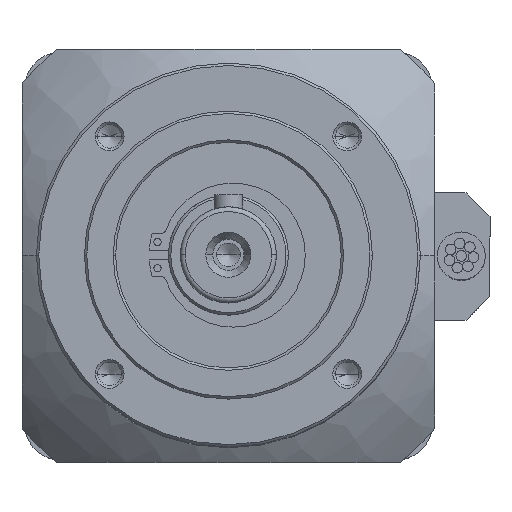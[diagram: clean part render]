
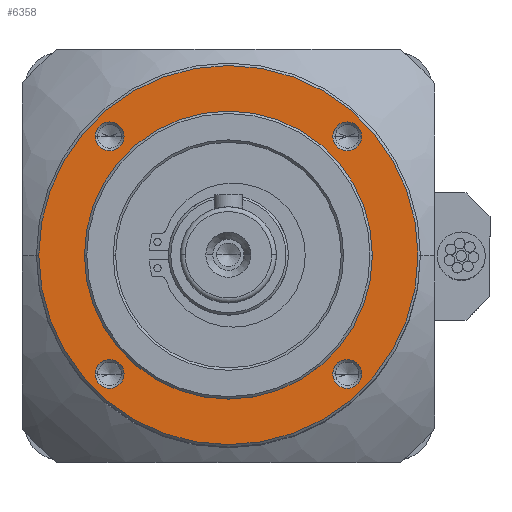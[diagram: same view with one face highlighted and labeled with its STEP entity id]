
A CAD part, top view. The second image highlights one B-rep face of the part: STEP entity #6358.
In plain terms, the highlighted planar face has unit normal (0, 0, 1).
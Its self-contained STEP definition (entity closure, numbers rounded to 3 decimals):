
#226 = FACE_BOUND ( 'NONE', #6152, .T. ) ;
#227 = FACE_BOUND ( 'NONE', #6162, .T. ) ;
#228 = FACE_BOUND ( 'NONE', #6143, .T. ) ;
#229 = FACE_BOUND ( 'NONE', #6144, .T. ) ;
#230 = FACE_BOUND ( 'NONE', #6151, .T. ) ;
#231 = FACE_OUTER_BOUND ( 'NONE', #6159, .T. ) ;
#483 = ORIENTED_EDGE ( 'NONE', *, *, #6404, .T. ) ;
#484 = ORIENTED_EDGE ( 'NONE', *, *, #6723, .T. ) ;
#485 = ORIENTED_EDGE ( 'NONE', *, *, #6408, .T. ) ;
#486 = ORIENTED_EDGE ( 'NONE', *, *, #6722, .T. ) ;
#487 = ORIENTED_EDGE ( 'NONE', *, *, #6412, .T. ) ;
#488 = ORIENTED_EDGE ( 'NONE', *, *, #6721, .T. ) ;
#489 = ORIENTED_EDGE ( 'NONE', *, *, #6416, .T. ) ;
#490 = ORIENTED_EDGE ( 'NONE', *, *, #6720, .T. ) ;
#491 = ORIENTED_EDGE ( 'NONE', *, *, #6420, .T. ) ;
#492 = ORIENTED_EDGE ( 'NONE', *, *, #6719, .T. ) ;
#493 = ORIENTED_EDGE ( 'NONE', *, *, #6396, .F. ) ;
#494 = ORIENTED_EDGE ( 'NONE', *, *, #4985, .F. ) ;
#663 = CARTESIAN_POINT ( 'NONE',  ( -39.5, 0., 188.5 ) ) ;
#670 = CARTESIAN_POINT ( 'NONE',  ( 39.5, 0., 188.5 ) ) ;
#1013 = AXIS2_PLACEMENT_3D ( 'NONE', #5590, #5591, #5592 ) ;
#1029 = AXIS2_PLACEMENT_3D ( 'NONE', #2071, #2072, #2073 ) ;
#1061 = CIRCLE ( 'NONE', #1077, 3. ) ;
#1064 = CIRCLE ( 'NONE', #1066, 39.5 ) ;
#1066 = AXIS2_PLACEMENT_3D ( 'NONE', #2031, #2032, #2033 ) ;
#1076 = CIRCLE ( 'NONE', #1083, 3. ) ;
#1077 = AXIS2_PLACEMENT_3D ( 'NONE', #2051, #2052, #2053 ) ;
#1082 = CIRCLE ( 'NONE', #1029, 3. ) ;
#1083 = AXIS2_PLACEMENT_3D ( 'NONE', #2061, #2062, #2063 ) ;
#1088 = CIRCLE ( 'NONE', #5275, 3. ) ;
#2031 = CARTESIAN_POINT ( 'NONE',  ( 0., 0., 188.5 ) ) ;
#2032 = DIRECTION ( 'NONE',  ( 0., 0., -1. ) ) ;
#2033 = DIRECTION ( 'NONE',  ( -1., 0., 0. ) ) ;
#2051 = CARTESIAN_POINT ( 'NONE',  ( 24.749, -24.749, 188.5 ) ) ;
#2052 = DIRECTION ( 'NONE',  ( 0., 0., -1. ) ) ;
#2053 = DIRECTION ( 'NONE',  ( 1., 0., 0. ) ) ;
#2061 = CARTESIAN_POINT ( 'NONE',  ( -24.749, -24.749, 188.5 ) ) ;
#2062 = DIRECTION ( 'NONE',  ( 0., 0., -1. ) ) ;
#2063 = DIRECTION ( 'NONE',  ( 1., 0., 0. ) ) ;
#2071 = CARTESIAN_POINT ( 'NONE',  ( -24.749, 24.749, 188.5 ) ) ;
#2072 = DIRECTION ( 'NONE',  ( 0., 0., -1. ) ) ;
#2073 = DIRECTION ( 'NONE',  ( 1., 0., 0. ) ) ;
#2081 = CARTESIAN_POINT ( 'NONE',  ( 24.749, 24.749, 188.5 ) ) ;
#2082 = DIRECTION ( 'NONE',  ( 0., 0., -1. ) ) ;
#2083 = DIRECTION ( 'NONE',  ( 1., 0., 0. ) ) ;
#2091 = CARTESIAN_POINT ( 'NONE',  ( 0., 0., 188.5 ) ) ;
#2092 = DIRECTION ( 'NONE',  ( 0., 0., -1. ) ) ;
#2093 = DIRECTION ( 'NONE',  ( -1., 0., 0. ) ) ;
#2810 = CARTESIAN_POINT ( 'NONE',  ( 0., 0., 188.5 ) ) ;
#2811 = DIRECTION ( 'NONE',  ( 0., 0., -1. ) ) ;
#2812 = DIRECTION ( 'NONE',  ( -1., 0., 0. ) ) ;
#2813 = CARTESIAN_POINT ( 'NONE',  ( 24.749, 24.749, 188.5 ) ) ;
#2814 = DIRECTION ( 'NONE',  ( 0., 0., -1. ) ) ;
#2815 = DIRECTION ( 'NONE',  ( 1., 0., 0. ) ) ;
#2816 = CARTESIAN_POINT ( 'NONE',  ( -24.749, 24.749, 188.5 ) ) ;
#2817 = DIRECTION ( 'NONE',  ( 0., 0., -1. ) ) ;
#2818 = DIRECTION ( 'NONE',  ( 1., 0., 0. ) ) ;
#2819 = CARTESIAN_POINT ( 'NONE',  ( -24.749, -24.749, 188.5 ) ) ;
#2820 = DIRECTION ( 'NONE',  ( 0., 0., -1. ) ) ;
#2821 = DIRECTION ( 'NONE',  ( 1., 0., 0. ) ) ;
#2822 = CARTESIAN_POINT ( 'NONE',  ( 24.749, -24.749, 188.5 ) ) ;
#2823 = DIRECTION ( 'NONE',  ( 0., 0., -1. ) ) ;
#2824 = DIRECTION ( 'NONE',  ( 1., 0., 0. ) ) ;
#3196 = CIRCLE ( 'NONE', #3203, 30. ) ;
#3198 = CIRCLE ( 'NONE', #3205, 3. ) ;
#3200 = CIRCLE ( 'NONE', #3206, 3. ) ;
#3202 = CIRCLE ( 'NONE', #3207, 3. ) ;
#3203 = AXIS2_PLACEMENT_3D ( 'NONE', #2810, #2811, #2812 ) ;
#3204 = CIRCLE ( 'NONE', #3208, 3. ) ;
#3205 = AXIS2_PLACEMENT_3D ( 'NONE', #2813, #2814, #2815 ) ;
#3206 = AXIS2_PLACEMENT_3D ( 'NONE', #2816, #2817, #2818 ) ;
#3207 = AXIS2_PLACEMENT_3D ( 'NONE', #2819, #2820, #2821 ) ;
#3208 = AXIS2_PLACEMENT_3D ( 'NONE', #2822, #2823, #2824 ) ;
#3399 = VERTEX_POINT ( 'NONE', #663 ) ;
#3406 = VERTEX_POINT ( 'NONE', #670 ) ;
#3999 = VERTEX_POINT ( 'NONE', #6053 ) ;
#4000 = VERTEX_POINT ( 'NONE', #6054 ) ;
#4001 = VERTEX_POINT ( 'NONE', #6055 ) ;
#4002 = VERTEX_POINT ( 'NONE', #6056 ) ;
#4004 = VERTEX_POINT ( 'NONE', #6058 ) ;
#4006 = VERTEX_POINT ( 'NONE', #6060 ) ;
#4012 = VERTEX_POINT ( 'NONE', #6066 ) ;
#4016 = VERTEX_POINT ( 'NONE', #6070 ) ;
#4024 = VERTEX_POINT ( 'NONE', #6078 ) ;
#4026 = VERTEX_POINT ( 'NONE', #6080 ) ;
#4985 = EDGE_CURVE ( 'NONE', #3406, #3399, #5951, .T. ) ;
#5274 = CIRCLE ( 'NONE', #5280, 30. ) ;
#5275 = AXIS2_PLACEMENT_3D ( 'NONE', #2081, #2082, #2083 ) ;
#5280 = AXIS2_PLACEMENT_3D ( 'NONE', #2091, #2092, #2093 ) ;
#5589 = PLANE ( 'NONE',  #1013 ) ;
#5590 = CARTESIAN_POINT ( 'NONE',  ( -40.29, -39.5, 188.5 ) ) ;
#5591 = DIRECTION ( 'NONE',  ( 0., 0., 1. ) ) ;
#5592 = DIRECTION ( 'NONE',  ( 1., 0., 0. ) ) ;
#5856 = AXIS2_PLACEMENT_3D ( 'NONE', #6090, #6091, #6092 ) ;
#5951 = CIRCLE ( 'NONE', #5856, 39.5 ) ;
#6053 = CARTESIAN_POINT ( 'NONE',  ( -21.749, -24.749, 188.5 ) ) ;
#6054 = CARTESIAN_POINT ( 'NONE',  ( 27.749, -24.749, 188.5 ) ) ;
#6055 = CARTESIAN_POINT ( 'NONE',  ( -27.749, 24.749, 188.5 ) ) ;
#6056 = CARTESIAN_POINT ( 'NONE',  ( 21.749, -24.749, 188.5 ) ) ;
#6058 = CARTESIAN_POINT ( 'NONE',  ( 27.749, 24.749, 188.5 ) ) ;
#6060 = CARTESIAN_POINT ( 'NONE',  ( 21.749, 24.749, 188.5 ) ) ;
#6066 = CARTESIAN_POINT ( 'NONE',  ( -21.749, 24.749, 188.5 ) ) ;
#6070 = CARTESIAN_POINT ( 'NONE',  ( -30., 0., 188.5 ) ) ;
#6078 = CARTESIAN_POINT ( 'NONE',  ( -27.749, -24.749, 188.5 ) ) ;
#6080 = CARTESIAN_POINT ( 'NONE',  ( 30., 0., 188.5 ) ) ;
#6090 = CARTESIAN_POINT ( 'NONE',  ( 0., 0., 188.5 ) ) ;
#6091 = DIRECTION ( 'NONE',  ( 0., 0., -1. ) ) ;
#6092 = DIRECTION ( 'NONE',  ( -1., 0., 0. ) ) ;
#6143 = EDGE_LOOP ( 'NONE', ( #487, #488 ) ) ;
#6144 = EDGE_LOOP ( 'NONE', ( #489, #490 ) ) ;
#6151 = EDGE_LOOP ( 'NONE', ( #491, #492 ) ) ;
#6152 = EDGE_LOOP ( 'NONE', ( #483, #484 ) ) ;
#6159 = EDGE_LOOP ( 'NONE', ( #493, #494 ) ) ;
#6162 = EDGE_LOOP ( 'NONE', ( #485, #486 ) ) ;
#6358 = ADVANCED_FACE ( 'NONE', ( #226, #227, #228, #229, #230, #231 ), #5589, .T. ) ;
#6396 = EDGE_CURVE ( 'NONE', #3399, #3406, #1064, .T. ) ;
#6404 = EDGE_CURVE ( 'NONE', #4000, #4002, #1061, .T. ) ;
#6408 = EDGE_CURVE ( 'NONE', #3999, #4024, #1076, .T. ) ;
#6412 = EDGE_CURVE ( 'NONE', #4012, #4001, #1082, .T. ) ;
#6416 = EDGE_CURVE ( 'NONE', #4004, #4006, #1088, .T. ) ;
#6420 = EDGE_CURVE ( 'NONE', #4016, #4026, #5274, .T. ) ;
#6719 = EDGE_CURVE ( 'NONE', #4026, #4016, #3196, .T. ) ;
#6720 = EDGE_CURVE ( 'NONE', #4006, #4004, #3198, .T. ) ;
#6721 = EDGE_CURVE ( 'NONE', #4001, #4012, #3200, .T. ) ;
#6722 = EDGE_CURVE ( 'NONE', #4024, #3999, #3202, .T. ) ;
#6723 = EDGE_CURVE ( 'NONE', #4002, #4000, #3204, .T. ) ;
